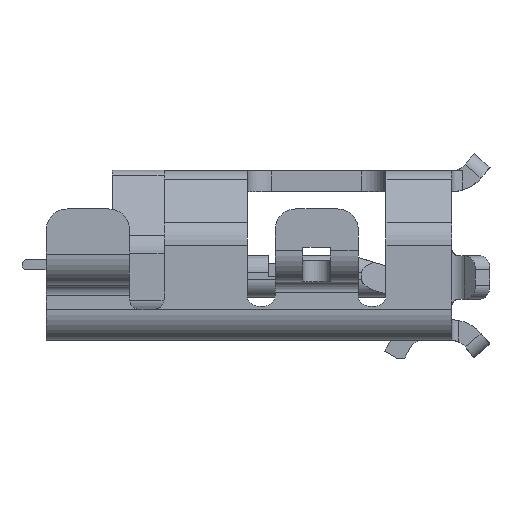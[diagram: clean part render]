
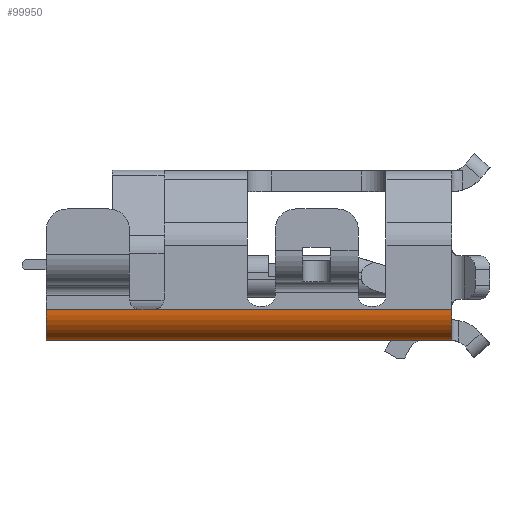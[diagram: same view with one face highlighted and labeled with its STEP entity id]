
A CAD part, front view. The second image highlights one B-rep face of the part: STEP entity #99950.
In plain terms, the highlighted cylindrical face has radius 0.45 mm (diameter 0.9 mm), a partial arc.
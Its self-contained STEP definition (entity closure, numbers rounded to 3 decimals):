
#99110=CARTESIAN_POINT('',(14.9,7.63,-0.765));
#99120=VERTEX_POINT('',#99110);
#99380=CARTESIAN_POINT('',(19.2,7.63,-0.765));
#99390=DIRECTION('',(1.,0.,0.));
#99400=VECTOR('',#99390,1.);
#99410=LINE('',#99380,#99400);
#99420=CARTESIAN_POINT('',(14.7,7.63,-0.765));
#99430=VERTEX_POINT('',#99420);
#99440=EDGE_CURVE('',#99430,#99120,#99410,.T.);
#99550=CARTESIAN_POINT('',(19.2,8.08,-0.765));
#99560=DIRECTION('',(1.,0.,0.));
#99570=DIRECTION('',(0.,-1.,0.));
#99580=AXIS2_PLACEMENT_3D('',#99550,#99560,#99570);
#99590=CYLINDRICAL_SURFACE('',#99580,0.45);
#99600=ORIENTED_EDGE('',*,*,#99440,.F.);
#99610=CARTESIAN_POINT('',(19.2,7.63,-0.765));
#99620=VERTEX_POINT('',#99610);
#99630=EDGE_CURVE('',#99120,#99620,#99410,.T.);
#99640=ORIENTED_EDGE('',*,*,#99630,.F.);
#99650=CARTESIAN_POINT('',(19.2,8.08,-0.765));
#99660=DIRECTION('',(1.,0.,0.));
#99670=DIRECTION('',(0.,-1.,0.));
#99680=AXIS2_PLACEMENT_3D('',#99650,#99660,#99670);
#99690=CIRCLE('',#99680,0.45);
#99700=CARTESIAN_POINT('',(19.2,8.08,-1.215));
#99710=VERTEX_POINT('',#99700);
#99720=EDGE_CURVE('',#99620,#99710,#99690,.T.);
#99730=ORIENTED_EDGE('',*,*,#99720,.F.);
#99740=CARTESIAN_POINT('',(19.2,8.08,-1.215));
#99750=DIRECTION('',(-1.,0.,0.));
#99760=VECTOR('',#99750,5.85);
#99770=LINE('',#99740,#99760);
#99780=CARTESIAN_POINT('',(13.35,8.08,-1.215));
#99790=VERTEX_POINT('',#99780);
#99800=EDGE_CURVE('',#99710,#99790,#99770,.T.);
#99810=ORIENTED_EDGE('',*,*,#99800,.F.);
#99820=CARTESIAN_POINT('',(13.35,8.08,-0.765));
#99830=DIRECTION('',(1.,0.,0.));
#99840=DIRECTION('',(0.,-1.,0.));
#99850=AXIS2_PLACEMENT_3D('',#99820,#99830,#99840);
#99860=CIRCLE('',#99850,0.45);
#99870=CARTESIAN_POINT('',(13.35,7.63,-0.765));
#99880=VERTEX_POINT('',#99870);
#99890=EDGE_CURVE('',#99880,#99790,#99860,.T.);
#99900=ORIENTED_EDGE('',*,*,#99890,.T.);
#99910=EDGE_CURVE('',#99880,#99430,#99410,.T.);
#99920=ORIENTED_EDGE('',*,*,#99910,.F.);
#99930=EDGE_LOOP('',(#99920,#99900,#99810,#99730,#99640,#99600));
#99940=FACE_OUTER_BOUND('',#99930,.T.);
#99950=ADVANCED_FACE('',(#99940),#99590,.T.);
